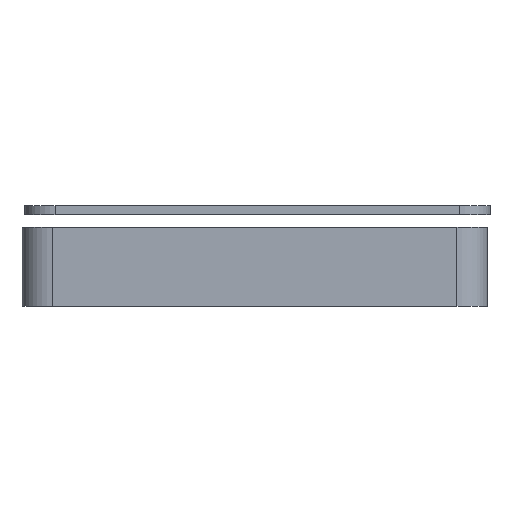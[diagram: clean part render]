
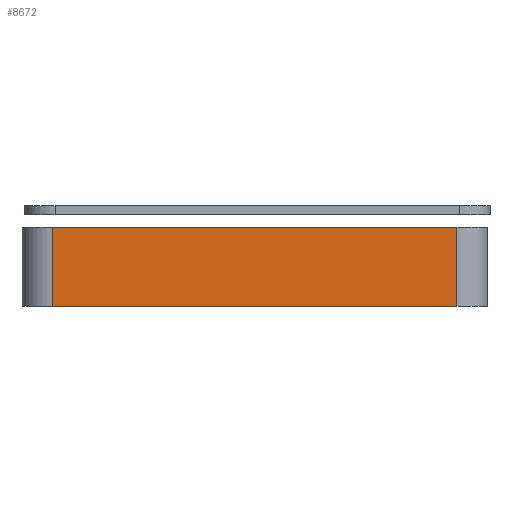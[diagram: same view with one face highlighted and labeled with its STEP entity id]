
A CAD part, front view. The second image highlights one B-rep face of the part: STEP entity #8672.
In plain terms, the highlighted planar face has unit normal (0, -1, 0).
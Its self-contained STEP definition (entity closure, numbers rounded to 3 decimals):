
#898=PLANE('',#9190);
#1057=FACE_OUTER_BOUND('',#1533,.T.);
#1533=EDGE_LOOP('',(#5930,#5931,#5932,#5933));
#2152=LINE('',#11124,#2848);
#2154=LINE('',#11130,#2850);
#2155=LINE('',#11132,#2851);
#2156=LINE('',#11133,#2852);
#2848=VECTOR('',#9606,10.);
#2850=VECTOR('',#9612,10.);
#2851=VECTOR('',#9613,10.);
#2852=VECTOR('',#9614,10.);
#3707=VERTEX_POINT('',#11121);
#3708=VERTEX_POINT('',#11123);
#3710=VERTEX_POINT('',#11129);
#3711=VERTEX_POINT('',#11131);
#4595=EDGE_CURVE('',#3707,#3708,#2152,.T.);
#4598=EDGE_CURVE('',#3710,#3707,#2154,.T.);
#4599=EDGE_CURVE('',#3711,#3710,#2155,.T.);
#4600=EDGE_CURVE('',#3711,#3708,#2156,.T.);
#5930=ORIENTED_EDGE('',*,*,#4595,.F.);
#5931=ORIENTED_EDGE('',*,*,#4598,.F.);
#5932=ORIENTED_EDGE('',*,*,#4599,.F.);
#5933=ORIENTED_EDGE('',*,*,#4600,.T.);
#8672=ADVANCED_FACE('',(#1057),#898,.T.);
#9190=AXIS2_PLACEMENT_3D('',#11128,#9610,#9611);
#9606=DIRECTION('',(0.,0.,-1.));
#9610=DIRECTION('center_axis',(0.,-1.,0.));
#9611=DIRECTION('ref_axis',(1.,0.,0.));
#9612=DIRECTION('',(1.,0.,0.));
#9613=DIRECTION('',(0.,0.,1.));
#9614=DIRECTION('',(1.,0.,0.));
#11121=CARTESIAN_POINT('',(62.,-9.5,13.));
#11123=CARTESIAN_POINT('',(62.,-9.5,0.));
#11124=CARTESIAN_POINT('',(62.,-9.5,0.));
#11128=CARTESIAN_POINT('Origin',(-9.5,-9.5,0.));
#11129=CARTESIAN_POINT('',(-4.5,-9.5,13.));
#11130=CARTESIAN_POINT('',(-9.5,-9.5,13.));
#11131=CARTESIAN_POINT('',(-4.5,-9.5,0.));
#11132=CARTESIAN_POINT('',(-4.5,-9.5,0.));
#11133=CARTESIAN_POINT('',(-9.5,-9.5,0.));
